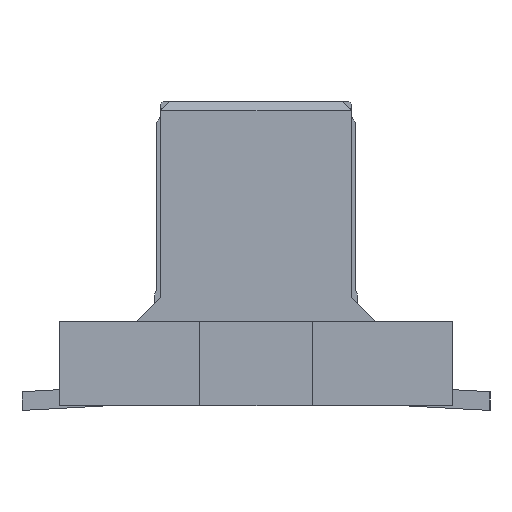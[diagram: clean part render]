
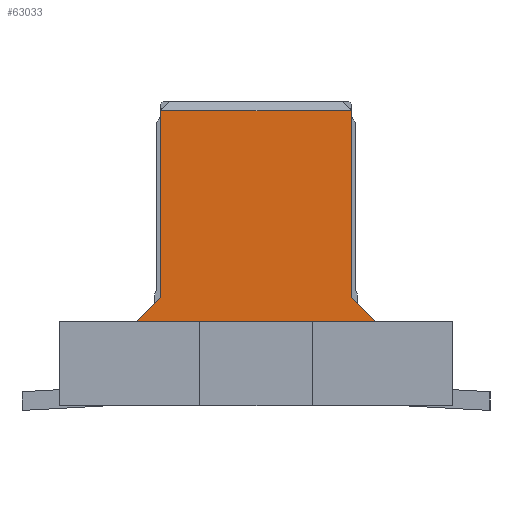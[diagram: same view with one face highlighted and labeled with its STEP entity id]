
A CAD part, left-side view. The second image highlights one B-rep face of the part: STEP entity #63033.
In plain terms, the highlighted planar face has unit normal (-1, 0, 0).
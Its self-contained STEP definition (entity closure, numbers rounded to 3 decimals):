
#958 = CARTESIAN_POINT ( 'NONE',  ( -20.5, 1.28, 0.95 ) ) ;
#1107 = DIRECTION ( 'NONE',  ( 0., 0.707, -0.707 ) ) ;
#1108 = VECTOR ( 'NONE', #1107, 1000. ) ;
#1109 = CARTESIAN_POINT ( 'NONE',  ( -20.5, 1.02, 1.21 ) ) ;
#1110 = LINE ( 'NONE', #1109, #1108 ) ;
#20919 = CARTESIAN_POINT ( 'NONE',  ( -20.5, -1.28, 0.95 ) ) ;
#20920 = DIRECTION ( 'NONE',  ( 0., 0.707, 0.707 ) ) ;
#20921 = VECTOR ( 'NONE', #20920, 1000. ) ;
#20922 = CARTESIAN_POINT ( 'NONE',  ( -20.5, -1.28, 0.95 ) ) ;
#20923 = LINE ( 'NONE', #20922, #20921 ) ;
#20997 = DIRECTION ( 'NONE',  ( 0., 1., 0. ) ) ;
#20998 = VECTOR ( 'NONE', #20997, 1000. ) ;
#20999 = CARTESIAN_POINT ( 'NONE',  ( -20.5, -1.02, 0.95 ) ) ;
#21000 = LINE ( 'NONE', #20999, #20998 ) ;
#26662 = FACE_OUTER_BOUND ( 'NONE', #63035, .T. ) ;
#26707 = DIRECTION ( 'NONE',  ( 0., 1., 0. ) ) ;
#26708 = VECTOR ( 'NONE', #26707, 1000. ) ;
#26709 = CARTESIAN_POINT ( 'NONE',  ( -20.5, 1.02, 3.2 ) ) ;
#26710 = LINE ( 'NONE', #26709, #26708 ) ;
#26715 = DIRECTION ( 'NONE',  ( 0., -1., 0. ) ) ;
#26716 = DIRECTION ( 'NONE',  ( -1., 0., 0. ) ) ;
#26717 = CARTESIAN_POINT ( 'NONE',  ( -20.5, -1.02, 3.3 ) ) ;
#26718 = AXIS2_PLACEMENT_3D ( 'NONE', #26717, #26716, #26715 ) ;
#26719 = PLANE ( 'NONE',  #26718 ) ;
#36969 = VERTEX_POINT ( 'NONE', #75121 ) ;
#37027 = EDGE_CURVE ( 'NONE', #37028, #36969, #75220, .T. ) ;
#37028 = VERTEX_POINT ( 'NONE', #75214 ) ;
#39109 = EDGE_CURVE ( 'NONE', #39131, #39110, #78674, .T. ) ;
#39110 = VERTEX_POINT ( 'NONE', #78670 ) ;
#39131 = VERTEX_POINT ( 'NONE', #78765 ) ;
#48216 = VERTEX_POINT ( 'NONE', #958 ) ;
#48284 = EDGE_CURVE ( 'NONE', #36969, #48216, #1110, .T. ) ;
#59759 = EDGE_CURVE ( 'NONE', #59760, #39110, #20923, .T. ) ;
#59760 = VERTEX_POINT ( 'NONE', #20919 ) ;
#59835 = EDGE_CURVE ( 'NONE', #59760, #48216, #21000, .T. ) ;
#63033 = ADVANCED_FACE ( 'NONE', ( #26662 ), #26719, .T. ) ;
#63035 = EDGE_LOOP ( 'NONE', ( #63036, #63037, #63039, #63041, #63042, #63043 ) ) ;
#63036 = ORIENTED_EDGE ( 'NONE', *, *, #39109, .F. ) ;
#63037 = ORIENTED_EDGE ( 'NONE', *, *, #63038, .T. ) ;
#63038 = EDGE_CURVE ( 'NONE', #39131, #37028, #26710, .T. ) ;
#63039 = ORIENTED_EDGE ( 'NONE', *, *, #37027, .T. ) ;
#63041 = ORIENTED_EDGE ( 'NONE', *, *, #48284, .T. ) ;
#63042 = ORIENTED_EDGE ( 'NONE', *, *, #59835, .F. ) ;
#63043 = ORIENTED_EDGE ( 'NONE', *, *, #59759, .T. ) ;
#75121 = CARTESIAN_POINT ( 'NONE',  ( -20.5, 1.02, 1.21 ) ) ;
#75214 = CARTESIAN_POINT ( 'NONE',  ( -20.5, 1.02, 3.2 ) ) ;
#75217 = DIRECTION ( 'NONE',  ( 0., 0., -1. ) ) ;
#75218 = VECTOR ( 'NONE', #75217, 1000. ) ;
#75219 = CARTESIAN_POINT ( 'NONE',  ( -20.5, 1.02, 3.3 ) ) ;
#75220 = LINE ( 'NONE', #75219, #75218 ) ;
#78670 = CARTESIAN_POINT ( 'NONE',  ( -20.5, -1.02, 1.21 ) ) ;
#78671 = DIRECTION ( 'NONE',  ( 0., 0., -1. ) ) ;
#78672 = VECTOR ( 'NONE', #78671, 1000. ) ;
#78673 = CARTESIAN_POINT ( 'NONE',  ( -20.5, -1.02, 3.3 ) ) ;
#78674 = LINE ( 'NONE', #78673, #78672 ) ;
#78765 = CARTESIAN_POINT ( 'NONE',  ( -20.5, -1.02, 3.2 ) ) ;
